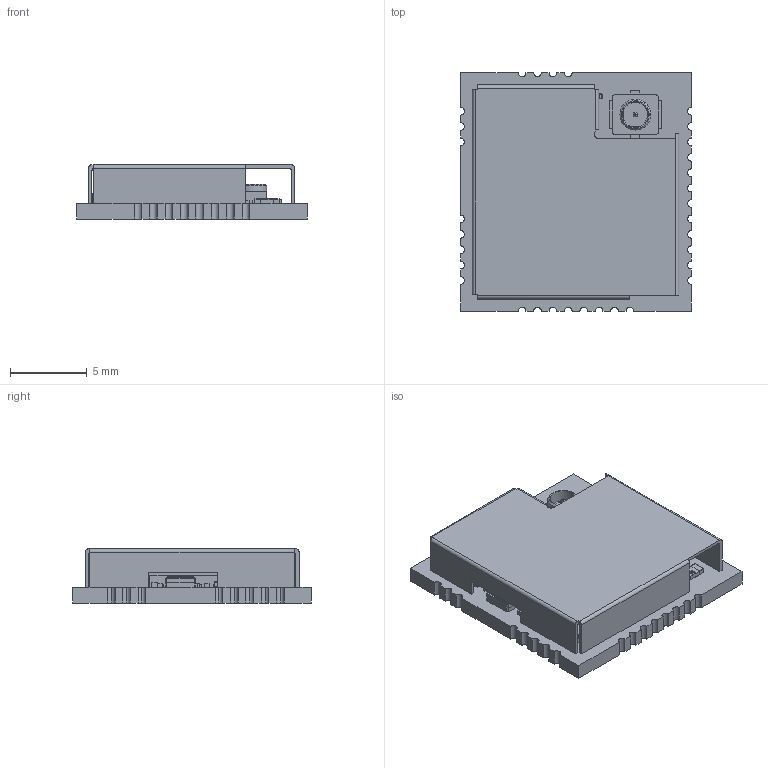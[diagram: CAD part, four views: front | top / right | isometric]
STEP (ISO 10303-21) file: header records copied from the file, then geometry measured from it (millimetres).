
FILE_DESCRIPTION(('Open CASCADE Model'),'2;1');
FILE_NAME('Open CASCADE Shape Model','2021-05-06T15:21:36',('Author'),( 'Open CASCADE'),'Open CASCADE STEP processor 6.8','Open CASCADE 6.8' ,'Unknown');
FILE_SCHEMA(('AUTOMOTIVE_DESIGN { 1 0 10303 214 1 1 1 1 }'));
Length unit declared in the file: millimetre
Products named in the file (79): PCB; Board; Open CASCADE STEP translator 6.8 1.1.1; Open CASCADE STEP translator 6.8 1.1.1.1; R11; 0201_SMD_Capacitor; U2; 6590464912; Extruded; R4; R0201; R3; L2; RES_1005-0402; C10; C9; C8; C7; C6; CON1; UFL-R-SMD; Part_525; Part_739; Part_578; Part_540; Part_562; Part_555; C4; U1; QFN48_7x7; X1; NT2016SA; C43; C42; R9; C1; C2; C3; C11; C12 ...
Assembly tree (124 placements, depth 4):
  PCB
    Board
      Open CASCADE STEP translator 6.8 1.1.1
        Open CASCADE STEP translator 6.8 1.1.1.1
    R11
      0201_SMD_Capacitor
    U2
      6590464912
        Extruded
    R4
      R0201
    R3
      R0201
    L2
      RES_1005-0402
    C10
      0201_SMD_Capacitor
    C9
      0201_SMD_Capacitor
    C8
      0201_SMD_Capacitor
    C7
      0201_SMD_Capacitor
    C6
      0201_SMD_Capacitor
    CON1
      UFL-R-SMD
        Part_525
        Part_739
        Part_578
        Part_540
        Part_562
        Part_555
    C4
      0201_SMD_Capacitor
    U1
      QFN48_7x7
    X1
      NT2016SA
    C43
      0201_SMD_Capacitor
    C42
      0201_SMD_Capacitor
    R9
      0201_SMD_Capacitor
    C1
      0201_SMD_Capacitor
    C2
      0201_SMD_Capacitor
    C3
      0201_SMD_Capacitor
    C11
      0201_SMD_Capacitor
    C12
      0201_SMD_Capacitor
    C13
      0201_SMD_Capacitor
    C14
      0201_SMD_Capacitor
    C17
Bounding box: 15 x 15.5 x 3.51 mm (x, y, z)
Volume: 332.5 mm3; surface area: 1332.7 mm2
Topology: 92 solids, 98 shells, 3485 faces, 8559 edges, 5084 vertices
Faces by surface type: plane 1783, cylinder 969, bspline 637, sphere 88, cone 8
Full cylindrical faces by diameter (mm): 1.2 x1
Entity records: 43746 total; most frequent: CARTESIAN_POINT 13530, ORIENTED_EDGE 5444, DIRECTION 5048, EDGE_CURVE 2723, LINE 2090, VECTOR 2090, VERTEX_POINT 1762, AXIS2_PLACEMENT_3D 1479
